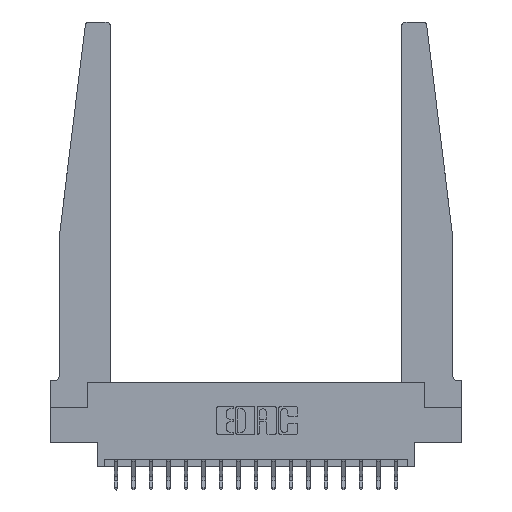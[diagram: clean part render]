
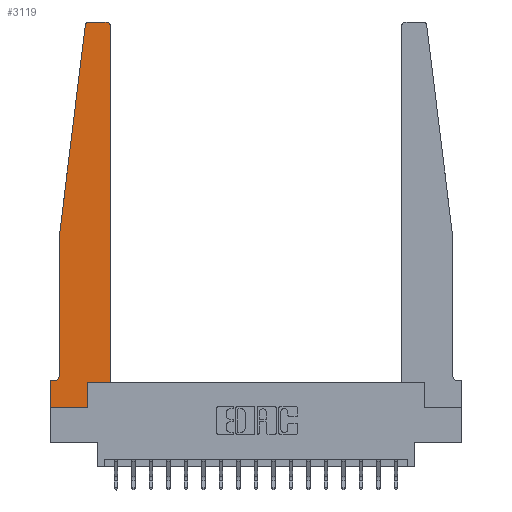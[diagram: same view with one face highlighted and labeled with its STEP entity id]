
A CAD part, top view. The second image highlights one B-rep face of the part: STEP entity #3119.
In plain terms, the highlighted planar face has unit normal (0, 0, 1).
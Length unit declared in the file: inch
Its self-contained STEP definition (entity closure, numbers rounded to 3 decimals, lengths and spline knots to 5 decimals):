
#438 = CIRCLE ( 'NONE', #1017, 0.03 ) ;
#551 = ORIENTED_EDGE ( 'NONE', *, *, #15839, .T. ) ;
#709 = EDGE_CURVE ( 'NONE', #13717, #19129, #1752, .T. ) ;
#799 = EDGE_LOOP ( 'NONE', ( #551, #12102, #2371, #13642, #19502, #15759, #11063, #5867, #927, #1380, #19439, #18154 ) ) ;
#839 = DIRECTION ( 'NONE',  ( 0., 1., 0. ) ) ;
#927 = ORIENTED_EDGE ( 'NONE', *, *, #3353, .T. ) ;
#1017 = AXIS2_PLACEMENT_3D ( 'NONE', #13470, #4411, #14980 ) ;
#1155 = EDGE_CURVE ( 'NONE', #3674, #7718, #17826, .T. ) ;
#1251 = LINE ( 'NONE', #17421, #12866 ) ;
#1339 = VERTEX_POINT ( 'NONE', #10770 ) ;
#1380 = ORIENTED_EDGE ( 'NONE', *, *, #4708, .T. ) ;
#1443 = DIRECTION ( 'NONE',  ( 0., 1., 0. ) ) ;
#1475 = DIRECTION ( 'NONE',  ( -1., 0., 0. ) ) ;
#1752 = LINE ( 'NONE', #7722, #13355 ) ;
#1869 = VERTEX_POINT ( 'NONE', #7526 ) ;
#2371 = ORIENTED_EDGE ( 'NONE', *, *, #1155, .T. ) ;
#2447 = LINE ( 'NONE', #6202, #18041 ) ;
#2849 = CARTESIAN_POINT ( 'NONE',  ( 0.065, 1.25, 0.37 ) ) ;
#2859 = CARTESIAN_POINT ( 'NONE',  ( 0.395, 2.75, 0.37 ) ) ;
#2994 = CARTESIAN_POINT ( 'NONE',  ( 0.25, 2.75, 0.37 ) ) ;
#3041 = CARTESIAN_POINT ( 'NONE',  ( 0.015, 0.2375, 0.37 ) ) ;
#3119 = ADVANCED_FACE ( 'NONE', ( #12327 ), #5225, .T. ) ;
#3353 = EDGE_CURVE ( 'NONE', #7619, #16261, #16821, .T. ) ;
#3674 = VERTEX_POINT ( 'NONE', #8267 ) ;
#3748 = CARTESIAN_POINT ( 'NONE',  ( 0., 0.1875, 0.37 ) ) ;
#4050 = AXIS2_PLACEMENT_3D ( 'NONE', #3041, #13624, #4568 ) ;
#4411 = DIRECTION ( 'NONE',  ( 0., 0., 1. ) ) ;
#4418 = VERTEX_POINT ( 'NONE', #11917 ) ;
#4420 = VERTEX_POINT ( 'NONE', #2859 ) ;
#4568 = DIRECTION ( 'NONE',  ( -1., 0., 0. ) ) ;
#4708 = EDGE_CURVE ( 'NONE', #16261, #19196, #2447, .T. ) ;
#5225 = PLANE ( 'NONE',  #9181 ) ;
#5299 = VECTOR ( 'NONE', #10301, 39.37008 ) ;
#5867 = ORIENTED_EDGE ( 'NONE', *, *, #18473, .T. ) ;
#5887 = DIRECTION ( 'NONE',  ( 0., -1., 0. ) ) ;
#5892 = CARTESIAN_POINT ( 'NONE',  ( 0., 0., 0.37 ) ) ;
#6202 = CARTESIAN_POINT ( 'NONE',  ( 0.425, 0.18, 0.37 ) ) ;
#6329 = VECTOR ( 'NONE', #13283, 39.37008 ) ;
#6543 = DIRECTION ( 'NONE',  ( 0., 0., 1. ) ) ;
#7037 = CIRCLE ( 'NONE', #4050, 0.05 ) ;
#7526 = CARTESIAN_POINT ( 'NONE',  ( 0.065, 0.2375, 0.37 ) ) ;
#7619 = VERTEX_POINT ( 'NONE', #13124 ) ;
#7718 = VERTEX_POINT ( 'NONE', #14497 ) ;
#7722 = CARTESIAN_POINT ( 'NONE',  ( 0., 0., 0.37 ) ) ;
#7982 = EDGE_CURVE ( 'NONE', #7718, #1869, #10876, .T. ) ;
#8036 = CARTESIAN_POINT ( 'NONE',  ( 0.425, 2.72, 0.37 ) ) ;
#8247 = EDGE_CURVE ( 'NONE', #10773, #4420, #10141, .T. ) ;
#8267 = CARTESIAN_POINT ( 'NONE',  ( 0.24675, 2.72367, 0.37 ) ) ;
#8282 = DIRECTION ( 'NONE',  ( 1., 0., 0. ) ) ;
#8565 = EDGE_CURVE ( 'NONE', #4418, #3674, #438, .T. ) ;
#8783 = VECTOR ( 'NONE', #1443, 39.37008 ) ;
#8796 = CARTESIAN_POINT ( 'NONE',  ( 0.065, 1.25, 0.37 ) ) ;
#9117 = VECTOR ( 'NONE', #1475, 39.37008 ) ;
#9181 = AXIS2_PLACEMENT_3D ( 'NONE', #15799, #17300, #8282 ) ;
#10141 = CIRCLE ( 'NONE', #12949, 0.03 ) ;
#10156 = CARTESIAN_POINT ( 'NONE',  ( 0., 0., 0.37 ) ) ;
#10301 = DIRECTION ( 'NONE',  ( -0.122, -0.992, 0. ) ) ;
#10332 = LINE ( 'NONE', #16259, #6329 ) ;
#10770 = CARTESIAN_POINT ( 'NONE',  ( 0.015, 0.1875, 0.37 ) ) ;
#10773 = VERTEX_POINT ( 'NONE', #8036 ) ;
#10876 = LINE ( 'NONE', #2849, #14419 ) ;
#11063 = ORIENTED_EDGE ( 'NONE', *, *, #709, .T. ) ;
#11142 = CARTESIAN_POINT ( 'NONE',  ( 0.2605, 0.18, 0.37 ) ) ;
#11646 = VECTOR ( 'NONE', #11980, 39.37008 ) ;
#11917 = CARTESIAN_POINT ( 'NONE',  ( 0.27653, 2.75, 0.37 ) ) ;
#11980 = DIRECTION ( 'NONE',  ( 1., 0., 0. ) ) ;
#12102 = ORIENTED_EDGE ( 'NONE', *, *, #8565, .T. ) ;
#12327 = FACE_OUTER_BOUND ( 'NONE', #799, .T. ) ;
#12866 = VECTOR ( 'NONE', #839, 39.37008 ) ;
#12949 = AXIS2_PLACEMENT_3D ( 'NONE', #15586, #6543, #17111 ) ;
#13124 = CARTESIAN_POINT ( 'NONE',  ( 0.2605, 0., 0.37 ) ) ;
#13283 = DIRECTION ( 'NONE',  ( -1., 0., 0. ) ) ;
#13355 = VECTOR ( 'NONE', #15212, 39.37008 ) ;
#13470 = CARTESIAN_POINT ( 'NONE',  ( 0.27653, 2.72, 0.37 ) ) ;
#13624 = DIRECTION ( 'NONE',  ( 0., 0., -1. ) ) ;
#13642 = ORIENTED_EDGE ( 'NONE', *, *, #7982, .T. ) ;
#13717 = VERTEX_POINT ( 'NONE', #3748 ) ;
#14419 = VECTOR ( 'NONE', #5887, 39.37008 ) ;
#14497 = CARTESIAN_POINT ( 'NONE',  ( 0.065, 1.25, 0.37 ) ) ;
#14526 = EDGE_CURVE ( 'NONE', #1869, #1339, #7037, .T. ) ;
#14860 = CARTESIAN_POINT ( 'NONE',  ( 0.425, 0.18, 0.37 ) ) ;
#14980 = DIRECTION ( 'NONE',  ( 1., 0., 0. ) ) ;
#15038 = EDGE_CURVE ( 'NONE', #1339, #13717, #10332, .T. ) ;
#15212 = DIRECTION ( 'NONE',  ( 0., -1., 0. ) ) ;
#15233 = DIRECTION ( 'NONE',  ( 1., 0., 0. ) ) ;
#15586 = CARTESIAN_POINT ( 'NONE',  ( 0.395, 2.72, 0.37 ) ) ;
#15759 = ORIENTED_EDGE ( 'NONE', *, *, #15038, .T. ) ;
#15799 = CARTESIAN_POINT ( 'NONE',  ( 0., 0.1875, 0.37 ) ) ;
#15839 = EDGE_CURVE ( 'NONE', #4420, #4418, #17168, .T. ) ;
#16133 = LINE ( 'NONE', #5892, #11646 ) ;
#16259 = CARTESIAN_POINT ( 'NONE',  ( 0.065, 0.1875, 0.37 ) ) ;
#16261 = VERTEX_POINT ( 'NONE', #11142 ) ;
#16821 = LINE ( 'NONE', #19580, #8783 ) ;
#17111 = DIRECTION ( 'NONE',  ( 1., 0., 0. ) ) ;
#17168 = LINE ( 'NONE', #2994, #9117 ) ;
#17300 = DIRECTION ( 'NONE',  ( 0., 0., 1. ) ) ;
#17421 = CARTESIAN_POINT ( 'NONE',  ( 0.425, 0.18, 0.37 ) ) ;
#17472 = EDGE_CURVE ( 'NONE', #19196, #10773, #1251, .T. ) ;
#17826 = LINE ( 'NONE', #8796, #5299 ) ;
#18041 = VECTOR ( 'NONE', #15233, 39.37008 ) ;
#18154 = ORIENTED_EDGE ( 'NONE', *, *, #8247, .T. ) ;
#18473 = EDGE_CURVE ( 'NONE', #19129, #7619, #16133, .T. ) ;
#19129 = VERTEX_POINT ( 'NONE', #10156 ) ;
#19196 = VERTEX_POINT ( 'NONE', #14860 ) ;
#19439 = ORIENTED_EDGE ( 'NONE', *, *, #17472, .T. ) ;
#19502 = ORIENTED_EDGE ( 'NONE', *, *, #14526, .T. ) ;
#19580 = CARTESIAN_POINT ( 'NONE',  ( 0.2605, 0.18, 0.37 ) ) ;
